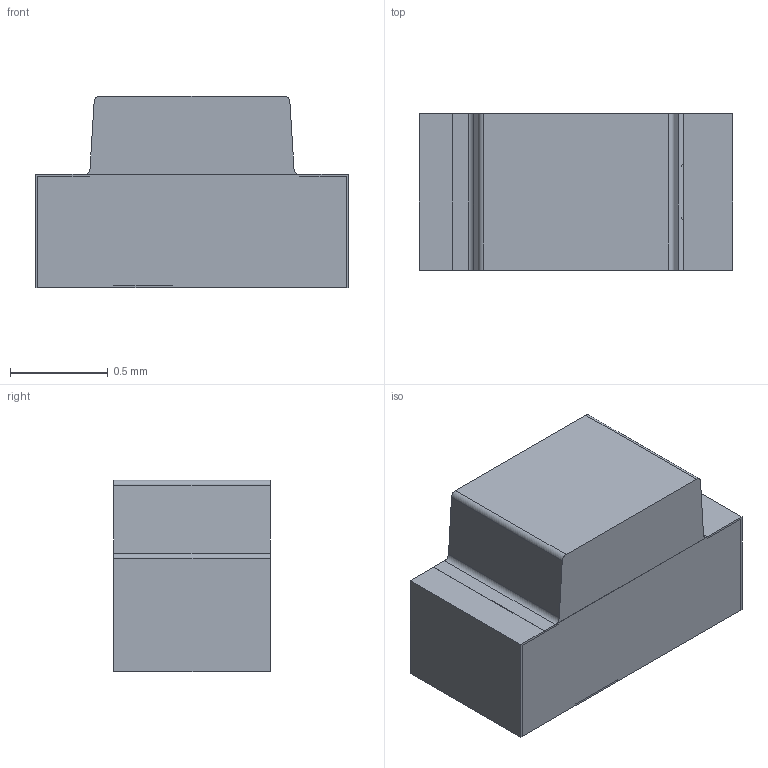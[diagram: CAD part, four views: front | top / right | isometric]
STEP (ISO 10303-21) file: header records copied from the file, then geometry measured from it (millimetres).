
FILE_DESCRIPTION(/* description */ ('Unknown'),/* implementation_level */ '2;1');
FILE_NAME(/* name */ '155060xx75300',/* time_stamp */ '2018-05-17T14:12:32+02:00',/* author */ ('Unknown'),/* organization */ ('Unknown'),/* preprocessor_version */ 'ST-DEVELOPER v16.7',/* originating_system */ 'DEX',/* authorisation */ $);
FILE_SCHEMA (('AUTOMOTIVE_DESIGN {1 0 10303 214 3 1 1}'));
Length unit declared in the file: millimetre
Products named in the file (4): 155060xx75300; Body; Pins; Dome
Assembly tree (3 placements, depth 2):
  155060xx75300
    Body
    Pins
    Dome
Bounding box: 1.6 x 0.8 x 0.98 mm (x, y, z)
Volume: 1.1 mm3; surface area: 12.5 mm2
Topology: 6 solids, 6 shells, 121 faces, 327 edges, 218 vertices
Faces by surface type: plane 99, cylinder 22
Entity records: 4450 total; most frequent: CARTESIAN_POINT 670, ORIENTED_EDGE 654, DIRECTION 631, EDGE_CURVE 327, LINE 273, VECTOR 273, VERTEX_POINT 218, AXIS2_PLACEMENT_3D 179
